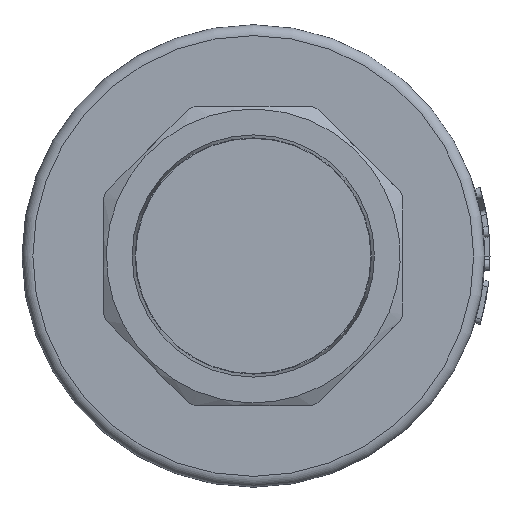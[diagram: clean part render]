
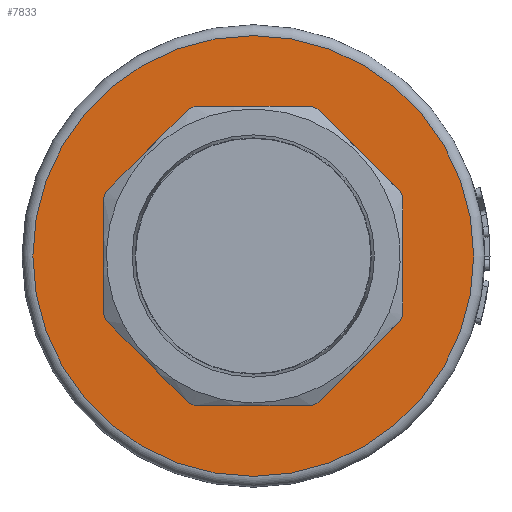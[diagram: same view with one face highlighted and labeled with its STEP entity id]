
A CAD part, left-side view. The second image highlights one B-rep face of the part: STEP entity #7833.
In plain terms, the highlighted planar face has unit normal (-1, 0, 0).
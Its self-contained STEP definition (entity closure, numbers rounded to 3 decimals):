
#7361=CARTESIAN_POINT('',(-5.5,27.5,31.823));
#7362=VERTEX_POINT('',#7361);
#7369=CARTESIAN_POINT('',(-5.5,26.995,30.604));
#7370=VERTEX_POINT('',#7369);
#7371=CARTESIAN_POINT('',(-5.5,0.0,42.5));
#7372=DIRECTION('',(1.,0.0,0.0));
#7373=DIRECTION('',(0.0,-0.932,0.362));
#7374=AXIS2_PLACEMENT_3D('',#7371,#7372,#7373);
#7375=CIRCLE('',#7374,29.5);
#7376=EDGE_CURVE('',#7370,#7362,#7375,.T.);
#7393=CARTESIAN_POINT('',(-5.5,27.5,53.177));
#7394=VERTEX_POINT('',#7393);
#7401=CARTESIAN_POINT('',(-5.5,27.5,31.823));
#7402=DIRECTION('',(0.0,0.0,1.0));
#7403=VECTOR('',#7402,21.354);
#7404=LINE('',#7401,#7403);
#7405=EDGE_CURVE('',#7362,#7394,#7404,.T.);
#7417=CARTESIAN_POINT('',(-5.5,26.995,54.396));
#7418=VERTEX_POINT('',#7417);
#7425=CARTESIAN_POINT('',(-5.5,0.0,42.5));
#7426=DIRECTION('',(1.,0.0,0.0));
#7427=DIRECTION('',(0.0,-0.915,-0.403));
#7428=AXIS2_PLACEMENT_3D('',#7425,#7426,#7427);
#7429=CIRCLE('',#7428,29.5);
#7430=EDGE_CURVE('',#7394,#7418,#7429,.T.);
#7442=CARTESIAN_POINT('',(-5.5,11.896,69.495));
#7443=VERTEX_POINT('',#7442);
#7450=CARTESIAN_POINT('',(-5.5,26.995,54.396));
#7451=DIRECTION('',(0.0,-0.707,0.707));
#7452=VECTOR('',#7451,21.354);
#7453=LINE('',#7450,#7452);
#7454=EDGE_CURVE('',#7418,#7443,#7453,.T.);
#7466=CARTESIAN_POINT('',(-5.5,10.677,70.0));
#7467=VERTEX_POINT('',#7466);
#7474=CARTESIAN_POINT('',(-5.5,0.0,42.5));
#7475=DIRECTION('',(1.,0.0,0.0));
#7476=DIRECTION('',(0.0,-0.362,-0.932));
#7477=AXIS2_PLACEMENT_3D('',#7474,#7475,#7476);
#7478=CIRCLE('',#7477,29.5);
#7479=EDGE_CURVE('',#7443,#7467,#7478,.T.);
#7491=CARTESIAN_POINT('',(-5.5,-10.677,70.0));
#7492=VERTEX_POINT('',#7491);
#7499=CARTESIAN_POINT('',(-5.5,10.677,70.0));
#7500=DIRECTION('',(0.0,-1.0,0.0));
#7501=VECTOR('',#7500,21.354);
#7502=LINE('',#7499,#7501);
#7503=EDGE_CURVE('',#7467,#7492,#7502,.T.);
#7515=CARTESIAN_POINT('',(-5.5,-11.896,69.495));
#7516=VERTEX_POINT('',#7515);
#7523=CARTESIAN_POINT('',(-5.5,0.0,42.5));
#7524=DIRECTION('',(1.0,0.0,0.0));
#7525=DIRECTION('',(0.0,0.403,-0.915));
#7526=AXIS2_PLACEMENT_3D('',#7523,#7524,#7525);
#7527=CIRCLE('',#7526,29.5);
#7528=EDGE_CURVE('',#7492,#7516,#7527,.T.);
#7540=CARTESIAN_POINT('',(-5.5,-26.995,54.396));
#7541=VERTEX_POINT('',#7540);
#7548=CARTESIAN_POINT('',(-5.5,-11.896,69.495));
#7549=DIRECTION('',(0.0,-0.707,-0.707));
#7550=VECTOR('',#7549,21.354);
#7551=LINE('',#7548,#7550);
#7552=EDGE_CURVE('',#7516,#7541,#7551,.T.);
#7564=CARTESIAN_POINT('',(-5.5,-27.5,53.177));
#7565=VERTEX_POINT('',#7564);
#7572=CARTESIAN_POINT('',(-5.5,0.0,42.5));
#7573=DIRECTION('',(1.0,0.0,0.0));
#7574=DIRECTION('',(0.0,0.932,-0.362));
#7575=AXIS2_PLACEMENT_3D('',#7572,#7573,#7574);
#7576=CIRCLE('',#7575,29.5);
#7577=EDGE_CURVE('',#7541,#7565,#7576,.T.);
#7589=CARTESIAN_POINT('',(-5.5,-27.5,31.823));
#7590=VERTEX_POINT('',#7589);
#7597=CARTESIAN_POINT('',(-5.5,-27.5,53.177));
#7598=DIRECTION('',(0.0,0.0,-1.0));
#7599=VECTOR('',#7598,21.354);
#7600=LINE('',#7597,#7599);
#7601=EDGE_CURVE('',#7565,#7590,#7600,.T.);
#7613=CARTESIAN_POINT('',(-5.5,-26.995,30.604));
#7614=VERTEX_POINT('',#7613);
#7621=CARTESIAN_POINT('',(-5.5,0.0,42.5));
#7622=DIRECTION('',(1.0,0.0,0.0));
#7623=DIRECTION('',(0.0,0.915,0.403));
#7624=AXIS2_PLACEMENT_3D('',#7621,#7622,#7623);
#7625=CIRCLE('',#7624,29.5);
#7626=EDGE_CURVE('',#7590,#7614,#7625,.T.);
#7638=CARTESIAN_POINT('',(-5.5,-11.896,15.505));
#7639=VERTEX_POINT('',#7638);
#7646=CARTESIAN_POINT('',(-5.5,-26.995,30.604));
#7647=DIRECTION('',(0.0,0.707,-0.707));
#7648=VECTOR('',#7647,21.354);
#7649=LINE('',#7646,#7648);
#7650=EDGE_CURVE('',#7614,#7639,#7649,.T.);
#7662=CARTESIAN_POINT('',(-5.5,-10.677,15.0));
#7663=VERTEX_POINT('',#7662);
#7670=CARTESIAN_POINT('',(-5.5,0.0,42.5));
#7671=DIRECTION('',(1.0,0.0,0.0));
#7672=DIRECTION('',(0.0,0.362,0.932));
#7673=AXIS2_PLACEMENT_3D('',#7670,#7671,#7672);
#7674=CIRCLE('',#7673,29.5);
#7675=EDGE_CURVE('',#7639,#7663,#7674,.T.);
#7687=CARTESIAN_POINT('',(-5.5,10.677,15.0));
#7688=VERTEX_POINT('',#7687);
#7695=CARTESIAN_POINT('',(-5.5,-10.677,15.0));
#7696=DIRECTION('',(0.0,1.0,0.0));
#7697=VECTOR('',#7696,21.354);
#7698=LINE('',#7695,#7697);
#7699=EDGE_CURVE('',#7663,#7688,#7698,.T.);
#7711=CARTESIAN_POINT('',(-5.5,11.896,15.505));
#7712=VERTEX_POINT('',#7711);
#7719=CARTESIAN_POINT('',(-5.5,0.0,42.5));
#7720=DIRECTION('',(1.0,0.0,0.0));
#7721=DIRECTION('',(0.0,-0.403,0.915));
#7722=AXIS2_PLACEMENT_3D('',#7719,#7720,#7721);
#7723=CIRCLE('',#7722,29.5);
#7724=EDGE_CURVE('',#7688,#7712,#7723,.T.);
#7737=CARTESIAN_POINT('',(-5.5,11.896,15.505));
#7738=DIRECTION('',(0.0,0.707,0.707));
#7739=VECTOR('',#7738,21.354);
#7740=LINE('',#7737,#7739);
#7741=EDGE_CURVE('',#7712,#7370,#7740,.T.);
#7764=CARTESIAN_POINT('',(-5.5,0.,83.0));
#7765=VERTEX_POINT('',#7764);
#7766=CARTESIAN_POINT('',(-5.5,0.0,42.5));
#7767=DIRECTION('',(1.0,0.0,0.0));
#7768=DIRECTION('',(0.0,0.0,-1.0));
#7769=AXIS2_PLACEMENT_3D('',#7766,#7767,#7768);
#7770=CIRCLE('',#7769,40.5);
#7771=EDGE_CURVE('',#7765,#7765,#7770,.T.);
#7807=CARTESIAN_POINT('',(-5.5,0.0,42.5));
#7808=DIRECTION('',(1.0,0.0,0.0));
#7809=DIRECTION('',(0.0,0.0,-1.0));
#7810=AXIS2_PLACEMENT_3D('',#7807,#7808,#7809);
#7811=PLANE('',#7810);
#7812=ORIENTED_EDGE('',*,*,#7771,.F.);
#7813=EDGE_LOOP('',(#7812));
#7814=FACE_OUTER_BOUND('',#7813,.T.);
#7815=ORIENTED_EDGE('',*,*,#7577,.T.);
#7816=ORIENTED_EDGE('',*,*,#7601,.T.);
#7817=ORIENTED_EDGE('',*,*,#7626,.T.);
#7818=ORIENTED_EDGE('',*,*,#7650,.T.);
#7819=ORIENTED_EDGE('',*,*,#7675,.T.);
#7820=ORIENTED_EDGE('',*,*,#7699,.T.);
#7821=ORIENTED_EDGE('',*,*,#7724,.T.);
#7822=ORIENTED_EDGE('',*,*,#7741,.T.);
#7823=ORIENTED_EDGE('',*,*,#7376,.T.);
#7824=ORIENTED_EDGE('',*,*,#7405,.T.);
#7825=ORIENTED_EDGE('',*,*,#7430,.T.);
#7826=ORIENTED_EDGE('',*,*,#7454,.T.);
#7827=ORIENTED_EDGE('',*,*,#7479,.T.);
#7828=ORIENTED_EDGE('',*,*,#7503,.T.);
#7829=ORIENTED_EDGE('',*,*,#7528,.T.);
#7830=ORIENTED_EDGE('',*,*,#7552,.T.);
#7831=EDGE_LOOP('',(#7815,#7816,#7817,#7818,#7819,#7820,#7821,#7822,#7823,#7824,#7825,#7826,#7827,#7828,#7829,#7830));
#7832=FACE_BOUND('',#7831,.T.);
#7833=ADVANCED_FACE('',(#7814,#7832),#7811,.F.);
